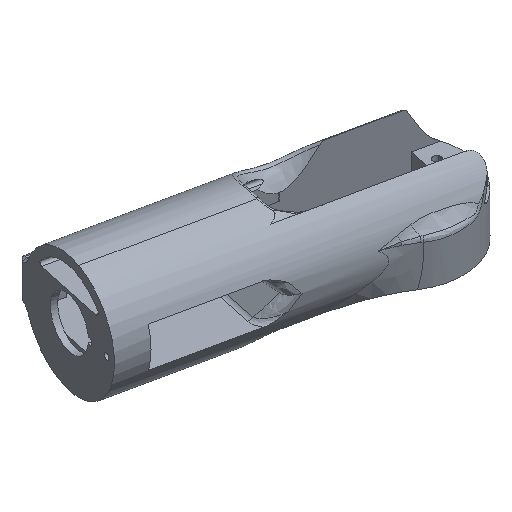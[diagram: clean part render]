
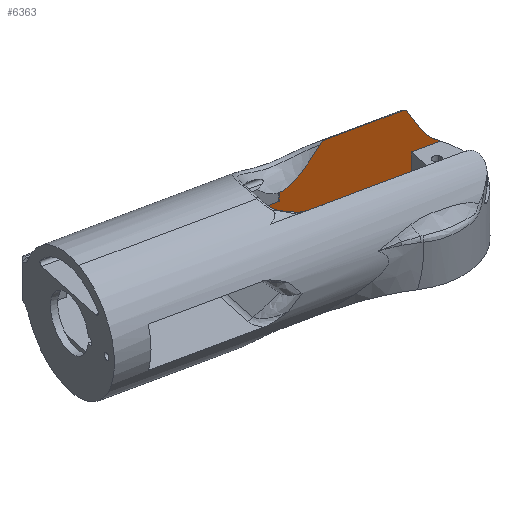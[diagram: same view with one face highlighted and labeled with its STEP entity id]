
A CAD part, isometric view. The second image highlights one B-rep face of the part: STEP entity #6363.
In plain terms, the highlighted planar face has unit normal (-0.209, -0.978, 0).
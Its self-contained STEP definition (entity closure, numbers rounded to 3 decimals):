
#1170=DIRECTION('',(-0.978,0.209,0.));
#1171=VECTOR('',#1170,21.257);
#1172=CARTESIAN_POINT('',(41.19,291.817,121.345));
#1173=LINE('',#1172,#1171);
#2355=CARTESIAN_POINT('',(18.855,296.6,120.437));
#2373=CARTESIAN_POINT('',(8.094,298.906,111.342));
#2374=CARTESIAN_POINT('',(8.259,298.87,111.342));
#2375=CARTESIAN_POINT('',(8.592,298.799,111.358));
#2376=CARTESIAN_POINT('',(9.096,298.691,111.431));
#2377=CARTESIAN_POINT('',(9.622,298.578,111.558));
#2378=CARTESIAN_POINT('',(10.18,298.459,111.753));
#2379=CARTESIAN_POINT('',(10.779,298.331,112.031));
#2380=CARTESIAN_POINT('',(11.435,298.19,112.411));
#2381=CARTESIAN_POINT('',(12.147,298.038,112.907));
#2382=CARTESIAN_POINT('',(12.915,297.873,113.53));
#2383=CARTESIAN_POINT('',(13.738,297.697,114.292));
#2384=CARTESIAN_POINT('',(14.619,297.508,115.198));
#2385=CARTESIAN_POINT('',(15.565,297.305,116.256));
#2386=CARTESIAN_POINT('',(16.594,297.085,117.488));
#2387=CARTESIAN_POINT('',(17.725,296.842,118.923));
#2388=CARTESIAN_POINT('',(18.474,296.682,119.92));
#2389=CARTESIAN_POINT('',(18.855,296.6,120.437));
#2534=CARTESIAN_POINT('',(42.211,291.598,120.664));
#2535=CARTESIAN_POINT('',(42.179,291.605,120.721));
#2536=CARTESIAN_POINT('',(42.109,291.62,120.828));
#2537=CARTESIAN_POINT('',(41.989,291.646,120.97));
#2538=CARTESIAN_POINT('',(41.86,291.674,121.091));
#2539=CARTESIAN_POINT('',(41.724,291.703,121.188));
#2540=CARTESIAN_POINT('',(41.586,291.732,121.26));
#2541=CARTESIAN_POINT('',(41.449,291.761,121.31));
#2542=CARTESIAN_POINT('',(41.316,291.79,121.339));
#2543=CARTESIAN_POINT('',(41.231,291.808,121.345));
#2544=CARTESIAN_POINT('',(41.19,291.817,121.345));
#2549=CARTESIAN_POINT('',(51.057,289.705,108.884));
#2550=CARTESIAN_POINT('',(51.003,289.717,108.924));
#2551=CARTESIAN_POINT('',(50.887,289.742,109.007));
#2552=CARTESIAN_POINT('',(50.697,289.782,109.145));
#2553=CARTESIAN_POINT('',(50.486,289.827,109.3));
#2554=CARTESIAN_POINT('',(50.255,289.877,109.473));
#2555=CARTESIAN_POINT('',(50.002,289.931,109.668));
#2556=CARTESIAN_POINT('',(49.726,289.99,109.887));
#2557=CARTESIAN_POINT('',(49.427,290.054,110.134));
#2558=CARTESIAN_POINT('',(49.103,290.123,110.413));
#2559=CARTESIAN_POINT('',(48.754,290.198,110.728));
#2560=CARTESIAN_POINT('',(48.379,290.279,111.086));
#2561=CARTESIAN_POINT('',(47.977,290.365,111.494));
#2562=CARTESIAN_POINT('',(47.546,290.457,111.962));
#2563=CARTESIAN_POINT('',(47.086,290.555,112.501));
#2564=CARTESIAN_POINT('',(46.6,290.659,113.127));
#2565=CARTESIAN_POINT('',(46.088,290.769,113.859));
#2566=CARTESIAN_POINT('',(45.733,290.845,114.437));
#2567=CARTESIAN_POINT('',(45.556,290.883,114.75));
#2572=DIRECTION('',(0.978,-0.209,0.));
#2573=VECTOR('',#2572,7.937);
#2574=CARTESIAN_POINT('',(43.297,291.367,108.88));
#2575=LINE('',#2574,#2573);
#2579=DIRECTION('',(-0.001,0.,1.));
#2580=VECTOR('',#2579,14.);
#2581=CARTESIAN_POINT('',(43.304,291.367,94.88));
#2582=LINE('',#2581,#2580);
#2586=DIRECTION('',(0.978,-0.209,0.));
#2587=VECTOR('',#2586,24.682);
#2588=CARTESIAN_POINT('',(19.169,296.536,94.868));
#2589=LINE('',#2588,#2587);
#2593=DIRECTION('',(0.001,0.,-1.));
#2594=VECTOR('',#2593,4.);
#2595=CARTESIAN_POINT('',(19.167,296.536,98.868));
#2596=LINE('',#2595,#2594);
#2600=DIRECTION('',(0.001,0.,-1.));
#2601=VECTOR('',#2600,10.);
#2602=CARTESIAN_POINT('',(3.205,299.952,108.86));
#2603=LINE('',#2602,#2601);
#2607=DIRECTION('',(-0.978,0.209,0.));
#2608=VECTOR('',#2607,4.83);
#2609=CARTESIAN_POINT('',(7.928,298.94,108.862));
#2610=LINE('',#2609,#2608);
#2614=CARTESIAN_POINT('',(8.095,298.906,108.862));
#2615=CARTESIAN_POINT('',(8.039,298.918,108.862));
#2616=CARTESIAN_POINT('',(7.983,298.929,108.862));
#2617=CARTESIAN_POINT('',(7.928,298.94,108.862));
#2622=CARTESIAN_POINT('',(20.404,296.268,121.335));
#2623=CARTESIAN_POINT('',(20.28,296.295,121.335));
#2624=CARTESIAN_POINT('',(20.025,296.35,121.296));
#2625=CARTESIAN_POINT('',(19.62,296.436,121.131));
#2626=CARTESIAN_POINT('',(19.196,296.527,120.832));
#2627=CARTESIAN_POINT('',(18.961,296.577,120.581));
#2628=CARTESIAN_POINT('',(18.855,296.6,120.437));
#2648=DIRECTION('',(0.49,-0.105,-0.866));
#2649=VECTOR('',#2648,6.831);
#2650=CARTESIAN_POINT('',(42.211,291.598,120.664));
#2651=LINE('',#2650,#2649);
#4076=DIRECTION('',(-0.978,0.209,0.));
#4077=VECTOR('',#4076,16.318);
#4078=CARTESIAN_POINT('',(19.167,296.536,98.868));
#4079=LINE('',#4078,#4077);
#4227=CARTESIAN_POINT('',(8.094,298.906,111.342));
#4237=DIRECTION('',(-0.001,0.,1.));
#4238=VECTOR('',#4237,2.479);
#4239=CARTESIAN_POINT('',(8.095,298.906,108.862));
#4240=LINE('',#4239,#4238);
#4495=CARTESIAN_POINT('',(3.205,299.952,108.86));
#4496=VERTEX_POINT('',#4495);
#4498=CARTESIAN_POINT('',(7.928,298.94,108.862));
#4500=VERTEX_POINT('',#4498);
#4554=VERTEX_POINT('',#2355);
#4555=VERTEX_POINT('',#2622);
#4567=VERTEX_POINT('',#4227);
#4574=CARTESIAN_POINT('',(3.211,299.953,98.86));
#4575=VERTEX_POINT('',#4574);
#4589=CARTESIAN_POINT('',(19.167,296.536,98.868));
#4591=VERTEX_POINT('',#4589);
#4594=CARTESIAN_POINT('',(19.169,296.536,94.868));
#4595=VERTEX_POINT('',#4594);
#4603=VERTEX_POINT('',#2534);
#4604=VERTEX_POINT('',#2544);
#4605=CARTESIAN_POINT('',(8.095,298.906,108.862));
#4606=VERTEX_POINT('',#4605);
#4607=CARTESIAN_POINT('',(43.304,291.367,94.88));
#4608=VERTEX_POINT('',#4607);
#4609=CARTESIAN_POINT('',(43.297,291.367,108.88));
#4610=VERTEX_POINT('',#4609);
#4611=CARTESIAN_POINT('',(51.057,289.705,108.884));
#4612=VERTEX_POINT('',#4611);
#4613=VERTEX_POINT('',#2567);
#6331=CARTESIAN_POINT('',(12.969,297.859,139.366));
#6332=DIRECTION('',(0.209,0.978,0.));
#6333=DIRECTION('',(0.978,-0.209,0.));
#6334=AXIS2_PLACEMENT_3D('',#6331,#6332,#6333);
#6335=PLANE('',#6334);
#6337=ORIENTED_EDGE('',*,*,#6336,.F.);
#6339=ORIENTED_EDGE('',*,*,#6338,.T.);
#6341=ORIENTED_EDGE('',*,*,#6340,.F.);
#6343=ORIENTED_EDGE('',*,*,#6342,.F.);
#6345=ORIENTED_EDGE('',*,*,#6344,.F.);
#6346=ORIENTED_EDGE('',*,*,#5408,.F.);
#6348=ORIENTED_EDGE('',*,*,#6347,.F.);
#6350=ORIENTED_EDGE('',*,*,#6349,.T.);
#6352=ORIENTED_EDGE('',*,*,#6351,.F.);
#6353=ORIENTED_EDGE('',*,*,#6020,.F.);
#6355=ORIENTED_EDGE('',*,*,#6354,.F.);
#6357=ORIENTED_EDGE('',*,*,#6356,.T.);
#6358=ORIENTED_EDGE('',*,*,#6102,.T.);
#6359=ORIENTED_EDGE('',*,*,#6325,.F.);
#6360=ORIENTED_EDGE('',*,*,#4983,.F.);
#6361=EDGE_LOOP('',(#6337,#6339,#6341,#6343,#6345,#6346,#6348,#6350,#6352,#6353,
#6355,#6357,#6358,#6359,#6360));
#6362=FACE_OUTER_BOUND('',#6361,.F.);
#2390=B_SPLINE_CURVE_WITH_KNOTS('',3,(#2373,#2374,#2375,#2376,#2377,#2378,#2379,
#2380,#2381,#2382,#2383,#2384,#2385,#2386,#2387,#2388,#2389),.UNSPECIFIED.,.F.,
.F.,(4,1,1,1,1,1,1,1,1,1,1,1,1,1,4),(0.,0.071,0.143,
0.214,0.286,0.357,0.429,0.5,
0.571,0.643,0.714,0.786,
0.857,0.929,1.),.UNSPECIFIED.);
#2545=B_SPLINE_CURVE_WITH_KNOTS('',3,(#2534,#2535,#2536,#2537,#2538,#2539,#2540,
#2541,#2542,#2543,#2544),.UNSPECIFIED.,.F.,.F.,(4,1,1,1,1,1,1,1,4),(0.,
0.125,0.25,0.375,0.5,0.625,0.75,0.875,1.),.UNSPECIFIED.);
#2568=B_SPLINE_CURVE_WITH_KNOTS('',3,(#2549,#2550,#2551,#2552,#2553,#2554,#2555,
#2556,#2557,#2558,#2559,#2560,#2561,#2562,#2563,#2564,#2565,#2566,#2567),
.UNSPECIFIED.,.F.,.F.,(4,1,1,1,1,1,1,1,1,1,1,1,1,1,1,1,4),(0.,0.063,0.125,
0.188,0.25,0.313,0.375,0.438,0.5,0.563,0.625,0.688,
0.75,0.813,0.875,0.938,1.),.UNSPECIFIED.);
#2618=B_SPLINE_CURVE_WITH_KNOTS('',3,(#2614,#2615,#2616,#2617),.UNSPECIFIED.,
.F.,.F.,(4,4),(0.,1.),.UNSPECIFIED.);
#2629=B_SPLINE_CURVE_WITH_KNOTS('',3,(#2622,#2623,#2624,#2625,#2626,#2627,
#2628),.UNSPECIFIED.,.F.,.F.,(4,1,1,1,4),(0.,0.25,0.5,0.75,1.),
.UNSPECIFIED.);
#4983=EDGE_CURVE('',#4604,#4555,#1173,.T.);
#5408=EDGE_CURVE('',#4595,#4608,#2589,.T.);
#6020=EDGE_CURVE('',#4500,#4496,#2610,.T.);
#6102=EDGE_CURVE('',#4567,#4554,#2390,.T.);
#6325=EDGE_CURVE('',#4555,#4554,#2629,.T.);
#6336=EDGE_CURVE('',#4603,#4604,#2545,.T.);
#6338=EDGE_CURVE('',#4603,#4613,#2651,.T.);
#6340=EDGE_CURVE('',#4612,#4613,#2568,.T.);
#6342=EDGE_CURVE('',#4610,#4612,#2575,.T.);
#6344=EDGE_CURVE('',#4608,#4610,#2582,.T.);
#6347=EDGE_CURVE('',#4591,#4595,#2596,.T.);
#6349=EDGE_CURVE('',#4591,#4575,#4079,.T.);
#6351=EDGE_CURVE('',#4496,#4575,#2603,.T.);
#6354=EDGE_CURVE('',#4606,#4500,#2618,.T.);
#6356=EDGE_CURVE('',#4606,#4567,#4240,.T.);
#6363=ADVANCED_FACE('',(#6362),#6335,.F.);
